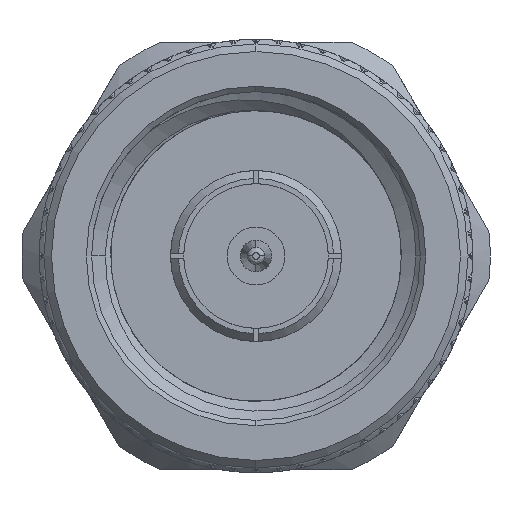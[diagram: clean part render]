
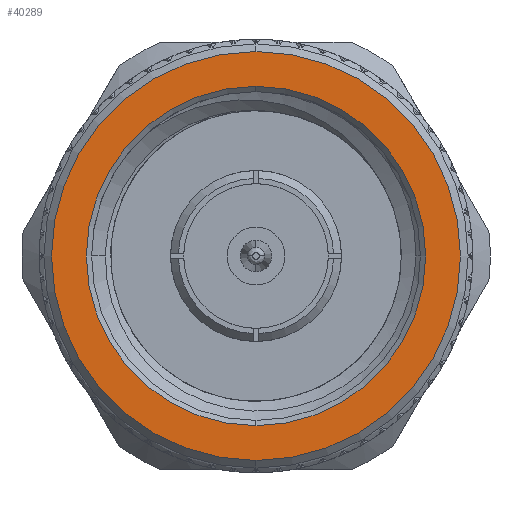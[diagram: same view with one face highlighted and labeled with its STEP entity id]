
A CAD part, left-side view. The second image highlights one B-rep face of the part: STEP entity #40289.
In plain terms, the highlighted planar face has unit normal (-1, 0, 0).
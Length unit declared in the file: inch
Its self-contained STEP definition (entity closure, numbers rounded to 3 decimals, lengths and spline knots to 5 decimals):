
#160 = VERTEX_POINT ( 'NONE', #16206 ) ;
#1790 = ORIENTED_EDGE ( 'NONE', *, *, #33755, .F. ) ;
#2558 = DIRECTION ( 'NONE',  ( -1., 0., 0. ) ) ;
#3015 = AXIS2_PLACEMENT_3D ( 'NONE', #59328, #69066, #35888 ) ;
#9080 = CARTESIAN_POINT ( 'NONE',  ( 0., 0., 0. ) ) ;
#10808 = AXIS2_PLACEMENT_3D ( 'NONE', #61000, #55574, #28123 ) ;
#15565 = DIRECTION ( 'NONE',  ( 1., 0., 0. ) ) ;
#16165 = VERTEX_POINT ( 'NONE', #54649 ) ;
#16206 = CARTESIAN_POINT ( 'NONE',  ( 0., 0., 0.3225 ) ) ;
#17739 = PLANE ( 'NONE',  #22118 ) ;
#17953 = ORIENTED_EDGE ( 'NONE', *, *, #23039, .T. ) ;
#18361 = ORIENTED_EDGE ( 'NONE', *, *, #46817, .F. ) ;
#19066 = CARTESIAN_POINT ( 'NONE',  ( 0., 0., -0.38863 ) ) ;
#20037 = CIRCLE ( 'NONE', #3015, 0.38863 ) ;
#21317 = VERTEX_POINT ( 'NONE', #43533 ) ;
#22118 = AXIS2_PLACEMENT_3D ( 'NONE', #57790, #2558, #39758 ) ;
#22367 = DIRECTION ( 'NONE',  ( 1., 0., 0. ) ) ;
#23039 = EDGE_CURVE ( 'NONE', #160, #21317, #69395, .T. ) ;
#26402 = DIRECTION ( 'NONE',  ( 0., 0., 1. ) ) ;
#28123 = DIRECTION ( 'NONE',  ( 0., 0., -1. ) ) ;
#31747 = EDGE_LOOP ( 'NONE', ( #18361, #1790 ) ) ;
#33565 = CARTESIAN_POINT ( 'NONE',  ( 0., 0., 0. ) ) ;
#33755 = EDGE_CURVE ( 'NONE', #16165, #45592, #20037, .T. ) ;
#34347 = FACE_BOUND ( 'NONE', #55037, .T. ) ;
#35888 = DIRECTION ( 'NONE',  ( 0., 0., -1. ) ) ;
#38287 = AXIS2_PLACEMENT_3D ( 'NONE', #33565, #22367, #49103 ) ;
#39758 = DIRECTION ( 'NONE',  ( 0., 0., 1. ) ) ;
#40289 = ADVANCED_FACE ( 'NONE', ( #67898, #34347 ), #17739, .T. ) ;
#41925 = CIRCLE ( 'NONE', #10808, 0.38863 ) ;
#42615 = ORIENTED_EDGE ( 'NONE', *, *, #48162, .T. ) ;
#43533 = CARTESIAN_POINT ( 'NONE',  ( 0., 0., -0.3225 ) ) ;
#45592 = VERTEX_POINT ( 'NONE', #19066 ) ;
#46817 = EDGE_CURVE ( 'NONE', #45592, #16165, #41925, .T. ) ;
#48162 = EDGE_CURVE ( 'NONE', #21317, #160, #65004, .T. ) ;
#49103 = DIRECTION ( 'NONE',  ( 0., 0., 1. ) ) ;
#54649 = CARTESIAN_POINT ( 'NONE',  ( 0., 0., 0.38863 ) ) ;
#55037 = EDGE_LOOP ( 'NONE', ( #17953, #42615 ) ) ;
#55574 = DIRECTION ( 'NONE',  ( 1., 0., 0. ) ) ;
#55790 = AXIS2_PLACEMENT_3D ( 'NONE', #9080, #15565, #26402 ) ;
#57790 = CARTESIAN_POINT ( 'NONE',  ( 0., 0., 0. ) ) ;
#59328 = CARTESIAN_POINT ( 'NONE',  ( 0., 0., 0. ) ) ;
#61000 = CARTESIAN_POINT ( 'NONE',  ( 0., 0., 0. ) ) ;
#65004 = CIRCLE ( 'NONE', #55790, 0.3225 ) ;
#67898 = FACE_OUTER_BOUND ( 'NONE', #31747, .T. ) ;
#69066 = DIRECTION ( 'NONE',  ( 1., 0., 0. ) ) ;
#69395 = CIRCLE ( 'NONE', #38287, 0.3225 ) ;
